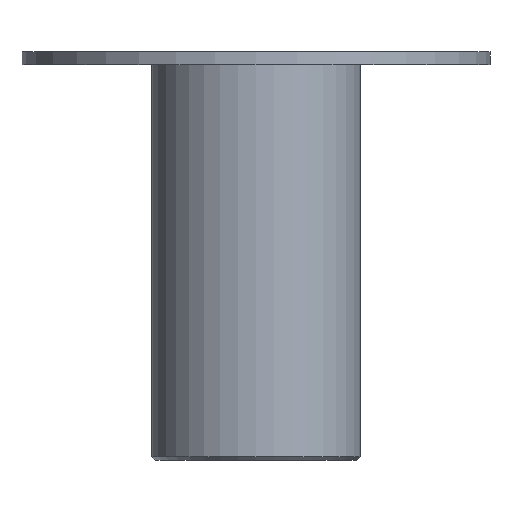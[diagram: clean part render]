
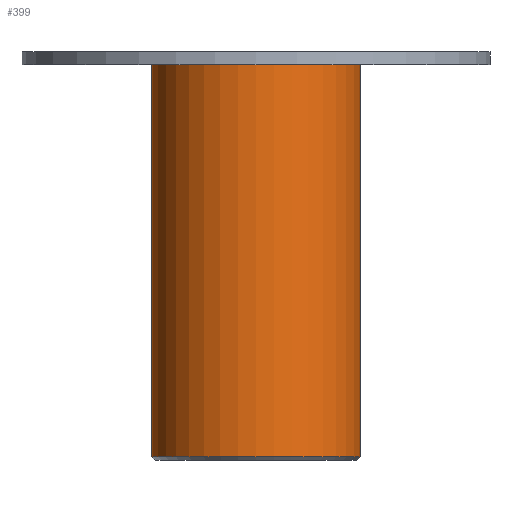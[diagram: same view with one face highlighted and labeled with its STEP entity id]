
A CAD part, front view. The second image highlights one B-rep face of the part: STEP entity #399.
In plain terms, the highlighted cylindrical face has radius 24.5 mm (diameter 49 mm), a full revolution.
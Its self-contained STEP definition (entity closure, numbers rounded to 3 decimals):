
#51=FACE_OUTER_BOUND('',#71,.T.);
#71=EDGE_LOOP('',(#311,#312,#313,#314));
#111=LINE('',#699,#127);
#127=VECTOR('',#574,24.5);
#159=CIRCLE('',#464,24.5);
#160=CIRCLE('',#466,24.5);
#198=VERTEX_POINT('',#693);
#199=VERTEX_POINT('',#697);
#246=EDGE_CURVE('',#198,#198,#159,.T.);
#247=EDGE_CURVE('',#199,#199,#160,.T.);
#248=EDGE_CURVE('',#199,#198,#111,.T.);
#311=ORIENTED_EDGE('',*,*,#247,.T.);
#312=ORIENTED_EDGE('',*,*,#248,.T.);
#313=ORIENTED_EDGE('',*,*,#246,.F.);
#314=ORIENTED_EDGE('',*,*,#248,.F.);
#385=CYLINDRICAL_SURFACE('',#465,24.5);
#399=ADVANCED_FACE('',(#51),#385,.T.);
#464=AXIS2_PLACEMENT_3D('',#695,#568,#569);
#465=AXIS2_PLACEMENT_3D('',#696,#570,#571);
#466=AXIS2_PLACEMENT_3D('',#698,#572,#573);
#568=DIRECTION('center_axis',(0.,0.,-1.));
#569=DIRECTION('ref_axis',(-1.,0.,0.));
#570=DIRECTION('center_axis',(0.,0.,1.));
#571=DIRECTION('ref_axis',(-1.,0.,0.));
#572=DIRECTION('center_axis',(0.,0.,-1.));
#573=DIRECTION('ref_axis',(-1.,0.,0.));
#574=DIRECTION('',(0.,0.,-1.));
#693=CARTESIAN_POINT('',(24.5,0.,0.8));
#695=CARTESIAN_POINT('Origin',(0.,0.,0.8));
#696=CARTESIAN_POINT('Origin',(0.,0.,0.));
#697=CARTESIAN_POINT('',(24.5,0.,93.));
#698=CARTESIAN_POINT('Origin',(0.,0.,93.));
#699=CARTESIAN_POINT('',(24.5,0.,0.));
